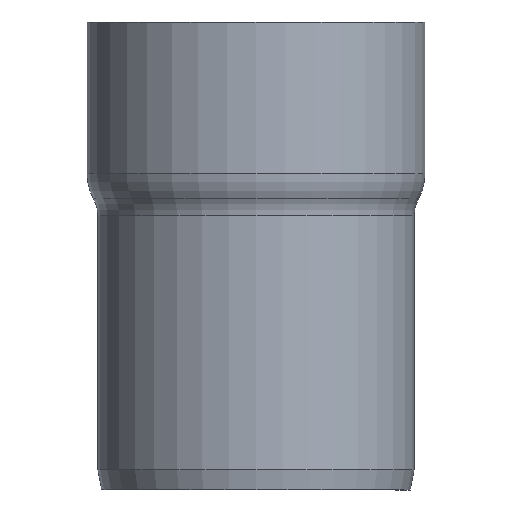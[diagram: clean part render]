
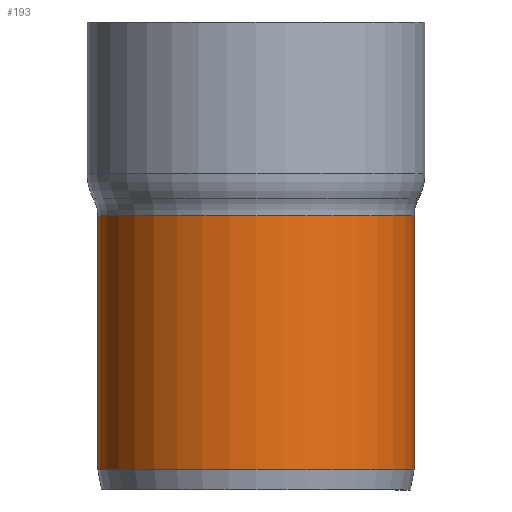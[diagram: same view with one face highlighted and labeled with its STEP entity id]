
A CAD part, front view. The second image highlights one B-rep face of the part: STEP entity #193.
In plain terms, the highlighted cylindrical face has radius 365 mm (diameter 730 mm), a full revolution.
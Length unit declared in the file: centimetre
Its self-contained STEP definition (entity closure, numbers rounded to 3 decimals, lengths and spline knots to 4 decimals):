
#23=CYLINDRICAL_SURFACE('',#227,36.5);
#39=FACE_OUTER_BOUND('',#53,.T.);
#53=EDGE_LOOP('',(#175,#176,#177,#178,#179));
#59=LINE('',#354,#65);
#65=VECTOR('',#299,36.5);
#67=CIRCLE('',#198,36.5);
#84=CIRCLE('',#225,36.5);
#85=CIRCLE('',#226,36.5);
#87=VERTEX_POINT('',#304);
#100=VERTEX_POINT('',#348);
#101=VERTEX_POINT('',#350);
#104=EDGE_CURVE('',#87,#87,#67,.T.);
#125=EDGE_CURVE('',#101,#100,#84,.T.);
#126=EDGE_CURVE('',#100,#101,#85,.T.);
#127=EDGE_CURVE('',#87,#101,#59,.T.);
#175=ORIENTED_EDGE('',*,*,#104,.F.);
#176=ORIENTED_EDGE('',*,*,#127,.T.);
#177=ORIENTED_EDGE('',*,*,#125,.T.);
#178=ORIENTED_EDGE('',*,*,#126,.T.);
#179=ORIENTED_EDGE('',*,*,#127,.F.);
#193=ADVANCED_FACE('',(#39),#23,.T.);
#198=AXIS2_PLACEMENT_3D('',#306,#235,#236);
#225=AXIS2_PLACEMENT_3D('',#351,#293,#294);
#226=AXIS2_PLACEMENT_3D('',#352,#295,#296);
#227=AXIS2_PLACEMENT_3D('',#353,#297,#298);
#235=DIRECTION('center_axis',(0.,0.,
-1.));
#236=DIRECTION('ref_axis',(1.,0.,0.));
#293=DIRECTION('center_axis',(0.,0.,
-1.));
#294=DIRECTION('ref_axis',(1.,0.,0.));
#295=DIRECTION('center_axis',(0.,0.,
-1.));
#296=DIRECTION('ref_axis',(1.,0.,0.));
#297=DIRECTION('center_axis',(0.,0.,
-1.));
#298=DIRECTION('ref_axis',(-1.,0.,0.));
#299=DIRECTION('',(0.,0.,1.));
#304=CARTESIAN_POINT('',(36.5,0.,4.6434));
#306=CARTESIAN_POINT('Origin',(0.,0.,4.6434));
#348=CARTESIAN_POINT('',(0.,-36.5,63.3175));
#350=CARTESIAN_POINT('',(36.5,0.,63.3175));
#351=CARTESIAN_POINT('Origin',(0.,0.,
63.3175));
#352=CARTESIAN_POINT('Origin',(0.,0.,
63.3175));
#353=CARTESIAN_POINT('Origin',(0.,0.,
33.9805));
#354=CARTESIAN_POINT('',(36.5,0.,33.9805));
